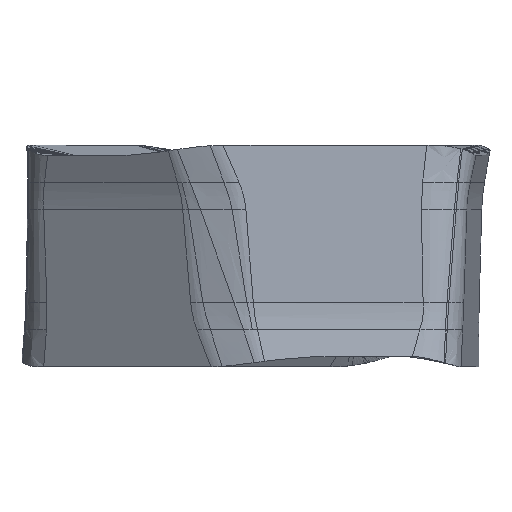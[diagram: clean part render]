
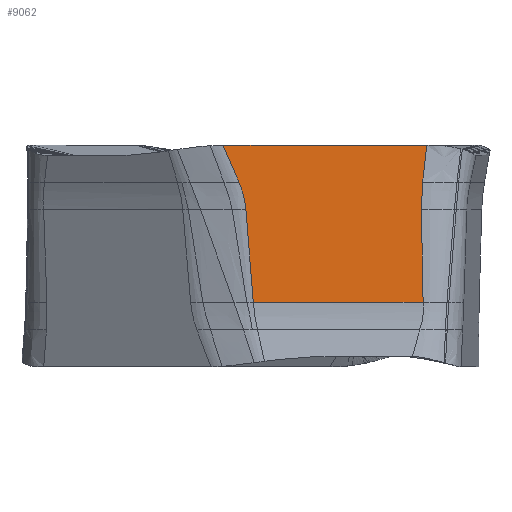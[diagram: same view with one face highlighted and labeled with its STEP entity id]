
A CAD part, front view. The second image highlights one B-rep face of the part: STEP entity #9062.
In plain terms, the highlighted planar face has unit normal (0, -0.999, 0.035).
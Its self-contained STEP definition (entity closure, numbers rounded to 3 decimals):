
#1381=DIRECTION('',(-1.,0.,0.));
#1382=VECTOR('',#1381,4.605);
#1383=CARTESIAN_POINT('',(3.356,-4.439,4.75));
#1384=LINE('',#1383,#1382);
#1385=DIRECTION('',(-0.111,-0.035,-0.993));
#1386=VECTOR('',#1385,0.836);
#1387=CARTESIAN_POINT('',(3.356,-4.439,4.75));
#1388=LINE('',#1387,#1386);
#1389=CARTESIAN_POINT('',(3.263,-4.468,3.92));
#1390=CARTESIAN_POINT('',(3.24,-4.475,3.712));
#1391=CARTESIAN_POINT('',(3.23,-4.482,3.503));
#1392=CARTESIAN_POINT('',(3.234,-4.49,3.296));
#1394=DIRECTION('',(0.019,-0.035,-0.999));
#1395=VECTOR('',#1394,2.094);
#1396=CARTESIAN_POINT('',(3.234,-4.49,3.296));
#1397=LINE('',#1396,#1395);
#1398=DIRECTION('',(-1.,0.,0.));
#1399=VECTOR('',#1398,3.836);
#1400=CARTESIAN_POINT('',(3.273,-4.563,1.204));
#1401=LINE('',#1400,#1399);
#1402=CARTESIAN_POINT('',(-0.73,-4.49,
3.296));
#1403=CARTESIAN_POINT('',(-0.674,-4.514,
2.599));
#1404=CARTESIAN_POINT('',(-0.618,-4.538,
1.901));
#1405=CARTESIAN_POINT('',(-0.562,-4.563,
1.204));
#1407=CARTESIAN_POINT('',(-0.886,-4.468,
3.92));
#1408=CARTESIAN_POINT('',(-0.865,-4.47,
3.871));
#1409=CARTESIAN_POINT('',(-0.826,-4.473,
3.77));
#1410=CARTESIAN_POINT('',(-0.765,-4.48,
3.563));
#1411=CARTESIAN_POINT('',(-0.738,-4.486,
3.404));
#1412=CARTESIAN_POINT('',(-0.73,-4.49,
3.296));
#1414=DIRECTION('',(0.401,-0.032,-0.916));
#1415=VECTOR('',#1414,0.907);
#1416=CARTESIAN_POINT('',(-1.249,-4.439,
4.75));
#1417=LINE('',#1416,#1415);
#4359=CARTESIAN_POINT('',(3.234,-4.49,3.296));
#4360=CARTESIAN_POINT('',(3.273,-4.563,1.204));
#4361=VERTEX_POINT('',#4359);
#4362=VERTEX_POINT('',#4360);
#4363=VERTEX_POINT('',#1389);
#4403=VERTEX_POINT('',#1402);
#4404=VERTEX_POINT('',#1405);
#4405=VERTEX_POINT('',#1407);
#4694=CARTESIAN_POINT('',(3.356,-4.439,4.75));
#4695=CARTESIAN_POINT('',(-1.249,-4.439,
4.75));
#4696=VERTEX_POINT('',#4694);
#4697=VERTEX_POINT('',#4695);
#9041=CARTESIAN_POINT('',(-3.03,-4.563,
1.204));
#9042=DIRECTION('',(0.,0.999,-0.035));
#9043=DIRECTION('',(0.,0.035,0.999));
#9044=AXIS2_PLACEMENT_3D('',#9041,#9042,#9043);
#9045=PLANE('',#9044);
#9046=ORIENTED_EDGE('',*,*,#5859,.F.);
#9048=ORIENTED_EDGE('',*,*,#9047,.T.);
#9050=ORIENTED_EDGE('',*,*,#9049,.T.);
#9052=ORIENTED_EDGE('',*,*,#9051,.T.);
#9054=ORIENTED_EDGE('',*,*,#9053,.T.);
#9056=ORIENTED_EDGE('',*,*,#9055,.F.);
#9058=ORIENTED_EDGE('',*,*,#9057,.F.);
#9059=ORIENTED_EDGE('',*,*,#9023,.F.);
#9060=EDGE_LOOP('',(#9046,#9048,#9050,#9052,#9054,#9056,#9058,#9059));
#9061=FACE_OUTER_BOUND('',#9060,.F.);
#1393=B_SPLINE_CURVE_WITH_KNOTS('',3,(#1389,#1390,#1391,#1392),.UNSPECIFIED.,
.F.,.F.,(4,4),(0.,1.),.UNSPECIFIED.);
#1406=B_SPLINE_CURVE_WITH_KNOTS('',3,(#1402,#1403,#1404,#1405),.UNSPECIFIED.,
.F.,.F.,(4,4),(0.,1.),.UNSPECIFIED.);
#1413=B_SPLINE_CURVE_WITH_KNOTS('',3,(#1407,#1408,#1409,#1410,#1411,#1412),
.UNSPECIFIED.,.F.,.F.,(4,1,1,4),(0.,0.25,0.5,1.),.UNSPECIFIED.);
#5859=EDGE_CURVE('',#4696,#4697,#1384,.T.);
#9023=EDGE_CURVE('',#4697,#4405,#1417,.T.);
#9047=EDGE_CURVE('',#4696,#4363,#1388,.T.);
#9049=EDGE_CURVE('',#4363,#4361,#1393,.T.);
#9051=EDGE_CURVE('',#4361,#4362,#1397,.T.);
#9053=EDGE_CURVE('',#4362,#4404,#1401,.T.);
#9055=EDGE_CURVE('',#4403,#4404,#1406,.T.);
#9057=EDGE_CURVE('',#4405,#4403,#1413,.T.);
#9062=ADVANCED_FACE('',(#9061),#9045,.F.);
